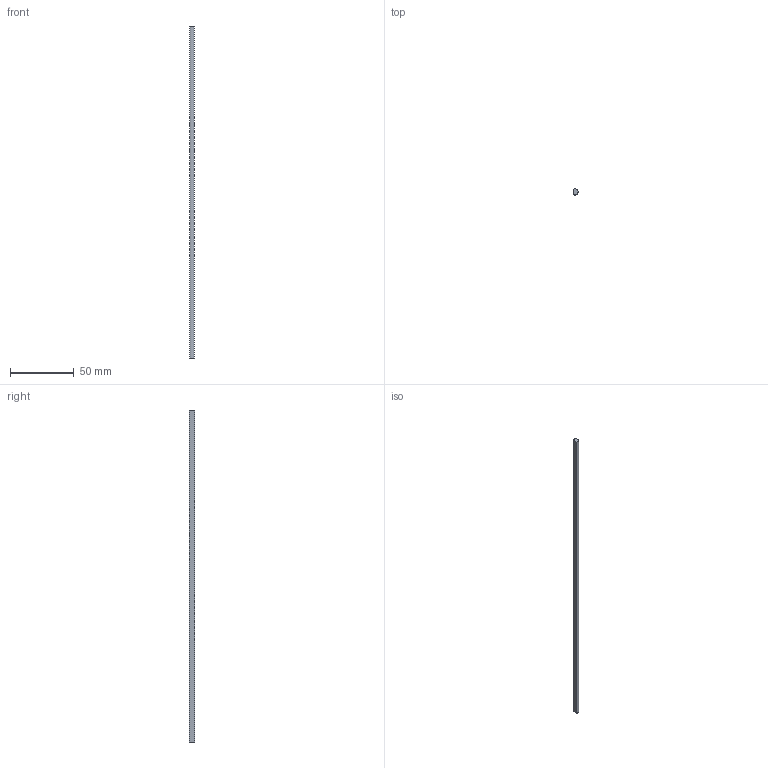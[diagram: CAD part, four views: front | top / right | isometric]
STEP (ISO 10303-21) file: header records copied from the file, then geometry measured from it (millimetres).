
FILE_DESCRIPTION (( 'STEP AP203' ), '1' );
FILE_NAME ('TS-Spring_Default_sldprt.STEP', '2021-11-16T21:53:41', ( '' ), ( '' ), 'SwSTEP 2.0', 'SolidWorks 2021', '' );
FILE_SCHEMA (( 'CONFIG_CONTROL_DESIGN' ));
Length unit declared in the file: millimetre
Products named in the file (1): TS-Spring_Default_sldprt
Bounding box: 3.24 x 4.49 x 260 mm (x, y, z)
Volume: 3187.3 mm3; surface area: 3446.1 mm2
Topology: 1 solids, 1 shells, 4 faces, 6 edges, 4 vertices
Faces by surface type: plane 3, cylinder 1
Entity records: 169 total; most frequent: DIRECTION 18, CARTESIAN_POINT 15, ORIENTED_EDGE 12, PERSON_AND_ORGANIZATION 8, AXIS2_PLACEMENT_3D 7, EDGE_CURVE 6, DATE_AND_TIME 5, CALENDAR_DATE 5
